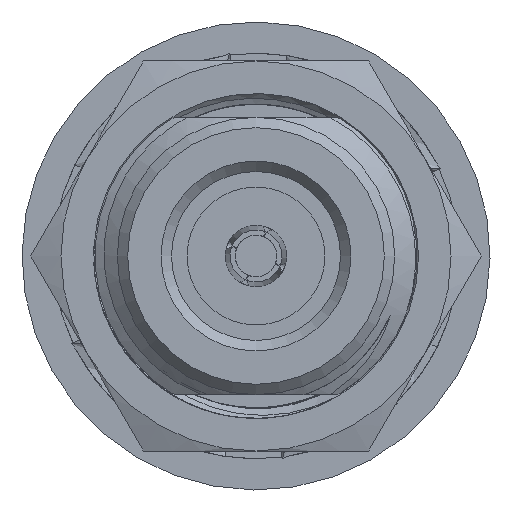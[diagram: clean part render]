
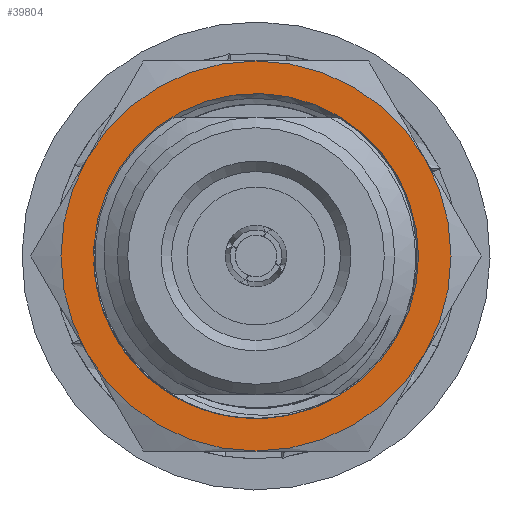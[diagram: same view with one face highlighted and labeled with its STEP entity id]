
A CAD part, left-side view. The second image highlights one B-rep face of the part: STEP entity #39804.
In plain terms, the highlighted planar face has unit normal (-1, 0, 0).
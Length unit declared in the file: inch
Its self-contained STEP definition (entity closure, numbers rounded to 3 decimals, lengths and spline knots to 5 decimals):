
#1074 = DIRECTION ( 'NONE',  ( -1., 0., 0. ) ) ;
#3771 = CIRCLE ( 'NONE', #62014, 0.375 ) ;
#7211 = CARTESIAN_POINT ( 'NONE',  ( 0.31807, 0.32476, 0.1875 ) ) ;
#8791 = FACE_OUTER_BOUND ( 'NONE', #83004, .T. ) ;
#8927 = DIRECTION ( 'NONE',  ( 0., 0.5, -0.866 ) ) ;
#12732 = CIRCLE ( 'NONE', #48782, 0.375 ) ;
#13267 = VERTEX_POINT ( 'NONE', #13704 ) ;
#13286 = VERTEX_POINT ( 'NONE', #7211 ) ;
#13421 = EDGE_CURVE ( 'NONE', #74053, #27086, #12732, .T. ) ;
#13704 = CARTESIAN_POINT ( 'NONE',  ( 0.31807, 0.32476, -0.1875 ) ) ;
#14312 = CARTESIAN_POINT ( 'NONE',  ( 0.31807, -0.32476, -0.1875 ) ) ;
#14651 = CARTESIAN_POINT ( 'NONE',  ( 0.31807, -0.32476, 0.1875 ) ) ;
#14836 = CIRCLE ( 'NONE', #63444, 0.375 ) ;
#15081 = CIRCLE ( 'NONE', #27557, 0.375 ) ;
#17924 = DIRECTION ( 'NONE',  ( 0., 0.5, -0.866 ) ) ;
#21028 = CIRCLE ( 'NONE', #69683, 0.3125 ) ;
#22228 = FACE_BOUND ( 'NONE', #62252, .T. ) ;
#22556 = VERTEX_POINT ( 'NONE', #59823 ) ;
#22746 = DIRECTION ( 'NONE',  ( 0., 0.5, -0.866 ) ) ;
#23155 = CIRCLE ( 'NONE', #56482, 0.3125 ) ;
#23222 = CARTESIAN_POINT ( 'NONE',  ( 0.31807, 0., 0. ) ) ;
#23836 = VERTEX_POINT ( 'NONE', #64896 ) ;
#24526 = CARTESIAN_POINT ( 'NONE',  ( 0.31807, -0.15928, -0.26886 ) ) ;
#25804 = CARTESIAN_POINT ( 'NONE',  ( 0.31807, 0., 0. ) ) ;
#27086 = VERTEX_POINT ( 'NONE', #14651 ) ;
#27557 = AXIS2_PLACEMENT_3D ( 'NONE', #30345, #77321, #69542 ) ;
#29274 = CARTESIAN_POINT ( 'NONE',  ( 0.31807, 0., 0. ) ) ;
#30260 = ORIENTED_EDGE ( 'NONE', *, *, #39091, .T. ) ;
#30345 = CARTESIAN_POINT ( 'NONE',  ( 0.31807, 0., 0. ) ) ;
#30960 = CARTESIAN_POINT ( 'NONE',  ( 0.31807, 0., 0. ) ) ;
#31387 = CARTESIAN_POINT ( 'NONE',  ( 0.31807, 0., 0. ) ) ;
#31944 = EDGE_CURVE ( 'NONE', #13267, #13286, #48339, .T. ) ;
#34104 = CARTESIAN_POINT ( 'NONE',  ( 0.31807, 0., 0. ) ) ;
#34135 = CARTESIAN_POINT ( 'NONE',  ( 0.31807, 0., 0. ) ) ;
#34836 = PLANE ( 'NONE',  #56544 ) ;
#35526 = ORIENTED_EDGE ( 'NONE', *, *, #57679, .T. ) ;
#36260 = DIRECTION ( 'NONE',  ( 0., 0.5, -0.866 ) ) ;
#38403 = DIRECTION ( 'NONE',  ( 0., 0.5, -0.866 ) ) ;
#38562 = AXIS2_PLACEMENT_3D ( 'NONE', #25804, #71920, #38403 ) ;
#38816 = EDGE_CURVE ( 'NONE', #27086, #54145, #3771, .T. ) ;
#39091 = EDGE_CURVE ( 'NONE', #23836, #57964, #23155, .T. ) ;
#39591 = EDGE_CURVE ( 'NONE', #13267, #22556, #14836, .T. ) ;
#39804 = ADVANCED_FACE ( 'NONE', ( #22228, #8791 ), #34836, .F. ) ;
#42212 = DIRECTION ( 'NONE',  ( 0., 0.5, -0.866 ) ) ;
#42302 = DIRECTION ( 'NONE',  ( 0., 0.5, -0.866 ) ) ;
#42344 = DIRECTION ( 'NONE',  ( -1., 0., 0. ) ) ;
#43392 = ORIENTED_EDGE ( 'NONE', *, *, #13421, .T. ) ;
#48339 = CIRCLE ( 'NONE', #38562, 0.375 ) ;
#48663 = ORIENTED_EDGE ( 'NONE', *, *, #39591, .T. ) ;
#48782 = AXIS2_PLACEMENT_3D ( 'NONE', #23222, #48879, #36260 ) ;
#48879 = DIRECTION ( 'NONE',  ( -1., 0., 0. ) ) ;
#54145 = VERTEX_POINT ( 'NONE', #60827 ) ;
#56482 = AXIS2_PLACEMENT_3D ( 'NONE', #30960, #84027, #17924 ) ;
#56544 = AXIS2_PLACEMENT_3D ( 'NONE', #82231, #61365, #42212 ) ;
#56931 = ORIENTED_EDGE ( 'NONE', *, *, #74521, .T. ) ;
#57004 = ORIENTED_EDGE ( 'NONE', *, *, #31944, .F. ) ;
#57404 = CIRCLE ( 'NONE', #69931, 0.375 ) ;
#57679 = EDGE_CURVE ( 'NONE', #57964, #23836, #21028, .T. ) ;
#57964 = VERTEX_POINT ( 'NONE', #24526 ) ;
#59823 = CARTESIAN_POINT ( 'NONE',  ( 0.31807, 0., -0.375 ) ) ;
#60682 = DIRECTION ( 'NONE',  ( 0., 0.5, -0.866 ) ) ;
#60827 = CARTESIAN_POINT ( 'NONE',  ( 0.31807, 0., 0.375 ) ) ;
#60853 = EDGE_CURVE ( 'NONE', #54145, #13286, #57404, .T. ) ;
#61365 = DIRECTION ( 'NONE',  ( 1., 0., 0. ) ) ;
#62014 = AXIS2_PLACEMENT_3D ( 'NONE', #29274, #1074, #42302 ) ;
#62252 = EDGE_LOOP ( 'NONE', ( #30260, #35526 ) ) ;
#63444 = AXIS2_PLACEMENT_3D ( 'NONE', #31387, #82319, #22746 ) ;
#64896 = CARTESIAN_POINT ( 'NONE',  ( 0.31807, 0.07749, -0.30274 ) ) ;
#69542 = DIRECTION ( 'NONE',  ( 0., 0.5, -0.866 ) ) ;
#69683 = AXIS2_PLACEMENT_3D ( 'NONE', #34135, #74176, #60682 ) ;
#69931 = AXIS2_PLACEMENT_3D ( 'NONE', #34104, #42344, #8927 ) ;
#71920 = DIRECTION ( 'NONE',  ( 1., 0., 0. ) ) ;
#74053 = VERTEX_POINT ( 'NONE', #14312 ) ;
#74176 = DIRECTION ( 'NONE',  ( 1., 0., 0. ) ) ;
#74521 = EDGE_CURVE ( 'NONE', #22556, #74053, #15081, .T. ) ;
#77321 = DIRECTION ( 'NONE',  ( -1., 0., 0. ) ) ;
#79254 = ORIENTED_EDGE ( 'NONE', *, *, #60853, .T. ) ;
#80108 = ORIENTED_EDGE ( 'NONE', *, *, #38816, .T. ) ;
#82231 = CARTESIAN_POINT ( 'NONE',  ( 0.31807, 0., 0. ) ) ;
#82319 = DIRECTION ( 'NONE',  ( -1., 0., 0. ) ) ;
#83004 = EDGE_LOOP ( 'NONE', ( #48663, #56931, #43392, #80108, #79254, #57004 ) ) ;
#84027 = DIRECTION ( 'NONE',  ( 1., 0., 0. ) ) ;
